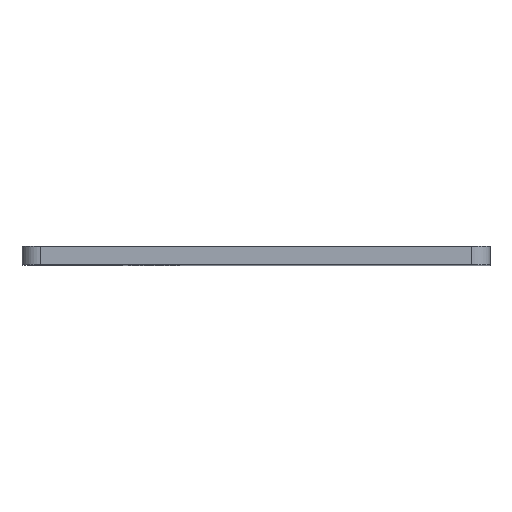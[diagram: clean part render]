
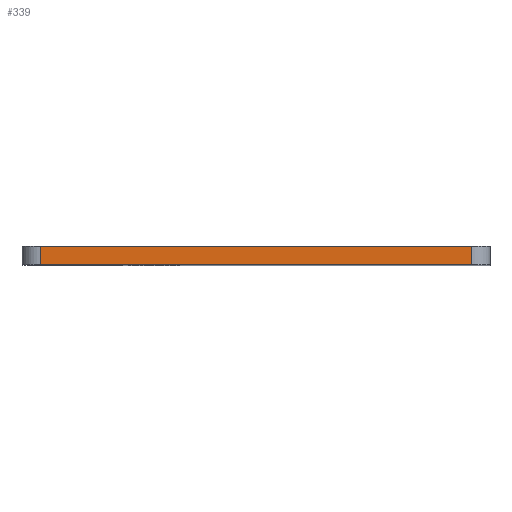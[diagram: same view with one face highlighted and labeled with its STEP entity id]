
A CAD part, top view. The second image highlights one B-rep face of the part: STEP entity #339.
In plain terms, the highlighted planar face has unit normal (0, 0, 1).
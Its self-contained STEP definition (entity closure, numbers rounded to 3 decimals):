
#29 = CARTESIAN_POINT ( 'NONE',  ( 25., 0., 18. ) ) ;
#32 = VERTEX_POINT ( 'NONE', #29 ) ;
#35 = DIRECTION ( 'NONE',  ( 1., 0., 0. ) ) ;
#48 = DIRECTION ( 'NONE',  ( 1., 0., 0. ) ) ;
#70 = EDGE_CURVE ( 'NONE', #32, #516, #373, .T. ) ;
#74 = PLANE ( 'NONE',  #599 ) ;
#116 = VERTEX_POINT ( 'NONE', #691 ) ;
#117 = CARTESIAN_POINT ( 'NONE',  ( 95., 0., 18. ) ) ;
#126 = EDGE_LOOP ( 'NONE', ( #384, #491, #512, #391 ) ) ;
#128 = DIRECTION ( 'NONE',  ( 0., -1., 0. ) ) ;
#178 = LINE ( 'NONE', #402, #356 ) ;
#190 = VECTOR ( 'NONE', #48, 1000. ) ;
#233 = VECTOR ( 'NONE', #342, 1000. ) ;
#269 = CARTESIAN_POINT ( 'NONE',  ( 95., 0., 18. ) ) ;
#272 = EDGE_CURVE ( 'NONE', #116, #32, #178, .T. ) ;
#286 = VERTEX_POINT ( 'NONE', #562 ) ;
#298 = DIRECTION ( 'NONE',  ( 1., 0., 0. ) ) ;
#339 = ADVANCED_FACE ( 'NONE', ( #360 ), #74, .T. ) ;
#342 = DIRECTION ( 'NONE',  ( 0., 1., 0. ) ) ;
#356 = VECTOR ( 'NONE', #128, 1000. ) ;
#358 = CARTESIAN_POINT ( 'NONE',  ( 22., 0., 18. ) ) ;
#360 = FACE_OUTER_BOUND ( 'NONE', #126, .T. ) ;
#369 = CARTESIAN_POINT ( 'NONE',  ( 22., 0., 18. ) ) ;
#373 = LINE ( 'NONE', #369, #598 ) ;
#384 = ORIENTED_EDGE ( 'NONE', *, *, #561, .F. ) ;
#391 = ORIENTED_EDGE ( 'NONE', *, *, #693, .T. ) ;
#401 = CARTESIAN_POINT ( 'NONE',  ( 22., 3., 18. ) ) ;
#402 = CARTESIAN_POINT ( 'NONE',  ( 25., 0., 18. ) ) ;
#491 = ORIENTED_EDGE ( 'NONE', *, *, #272, .T. ) ;
#512 = ORIENTED_EDGE ( 'NONE', *, *, #70, .T. ) ;
#516 = VERTEX_POINT ( 'NONE', #269 ) ;
#538 = LINE ( 'NONE', #401, #190 ) ;
#561 = EDGE_CURVE ( 'NONE', #116, #286, #538, .T. ) ;
#562 = CARTESIAN_POINT ( 'NONE',  ( 95., 3., 18. ) ) ;
#569 = DIRECTION ( 'NONE',  ( 0., 0., 1. ) ) ;
#598 = VECTOR ( 'NONE', #35, 1000. ) ;
#599 = AXIS2_PLACEMENT_3D ( 'NONE', #358, #569, #298 ) ;
#606 = LINE ( 'NONE', #117, #233 ) ;
#691 = CARTESIAN_POINT ( 'NONE',  ( 25., 3., 18. ) ) ;
#693 = EDGE_CURVE ( 'NONE', #516, #286, #606, .T. ) ;
